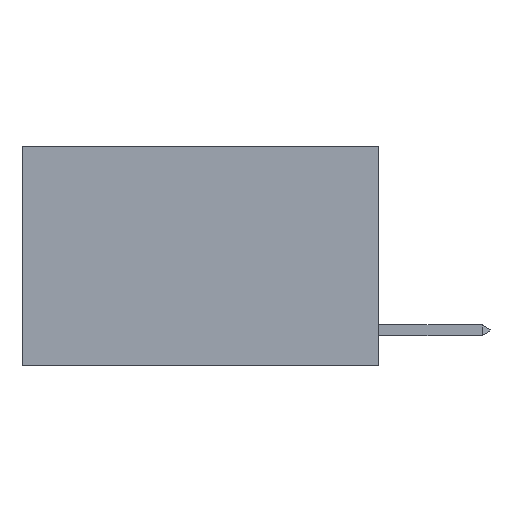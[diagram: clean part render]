
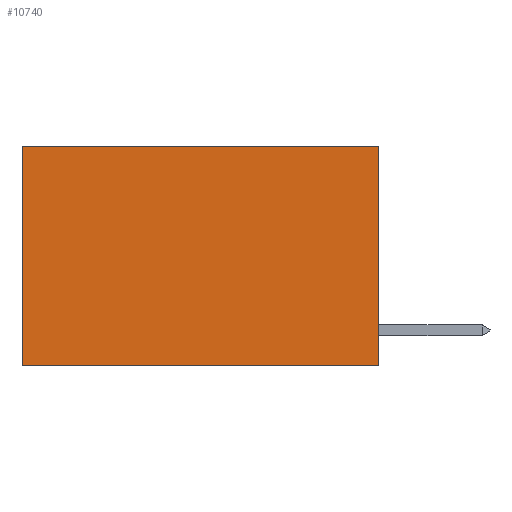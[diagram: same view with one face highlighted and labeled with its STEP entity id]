
A CAD part, left-side view. The second image highlights one B-rep face of the part: STEP entity #10740.
In plain terms, the highlighted planar face has unit normal (-1, 0, 0).
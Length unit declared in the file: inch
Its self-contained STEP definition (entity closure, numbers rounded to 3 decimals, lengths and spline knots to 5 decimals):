
#82 = ORIENTED_EDGE ( 'NONE', *, *, #4017, .T. ) ;
#1262 = VERTEX_POINT ( 'NONE', #6470 ) ;
#1565 = CARTESIAN_POINT ( 'NONE',  ( 0.2625, 0.6, 0. ) ) ;
#1789 = CARTESIAN_POINT ( 'NONE',  ( 0.2625, 0., -0.37 ) ) ;
#1863 = EDGE_CURVE ( 'NONE', #12458, #11362, #7007, .T. ) ;
#2106 = CARTESIAN_POINT ( 'NONE',  ( 0.2625, 0.6, 0. ) ) ;
#2770 = DIRECTION ( 'NONE',  ( 0., 0., -1. ) ) ;
#2775 = FACE_OUTER_BOUND ( 'NONE', #11313, .T. ) ;
#2825 = VECTOR ( 'NONE', #7020, 39.37008 ) ;
#3358 = VECTOR ( 'NONE', #2770, 39.37008 ) ;
#3554 = LINE ( 'NONE', #8952, #10915 ) ;
#4017 = EDGE_CURVE ( 'NONE', #1262, #11924, #3554, .T. ) ;
#4050 = ORIENTED_EDGE ( 'NONE', *, *, #12406, .F. ) ;
#4460 = DIRECTION ( 'NONE',  ( 1., 0., 0. ) ) ;
#4677 = DIRECTION ( 'NONE',  ( 0., 0., -1. ) ) ;
#4838 = AXIS2_PLACEMENT_3D ( 'NONE', #11728, #4460, #11629 ) ;
#6154 = ORIENTED_EDGE ( 'NONE', *, *, #10275, .T. ) ;
#6470 = CARTESIAN_POINT ( 'NONE',  ( 0.2625, 0., 0. ) ) ;
#6747 = CARTESIAN_POINT ( 'NONE',  ( 0.2625, 0., -0.37 ) ) ;
#6966 = VECTOR ( 'NONE', #4677, 39.37008 ) ;
#7007 = LINE ( 'NONE', #1789, #2825 ) ;
#7020 = DIRECTION ( 'NONE',  ( 0., 1., 0. ) ) ;
#7428 = DIRECTION ( 'NONE',  ( 0., 1., 0. ) ) ;
#7697 = PLANE ( 'NONE',  #4838 ) ;
#8094 = ORIENTED_EDGE ( 'NONE', *, *, #1863, .F. ) ;
#8952 = CARTESIAN_POINT ( 'NONE',  ( 0.2625, 0., 0. ) ) ;
#9993 = LINE ( 'NONE', #1565, #6966 ) ;
#10275 = EDGE_CURVE ( 'NONE', #11924, #11362, #9993, .T. ) ;
#10740 = ADVANCED_FACE ( 'NONE', ( #2775 ), #7697, .F. ) ;
#10915 = VECTOR ( 'NONE', #7428, 39.37008 ) ;
#10997 = CARTESIAN_POINT ( 'NONE',  ( 0.2625, 0., 0. ) ) ;
#11313 = EDGE_LOOP ( 'NONE', ( #6154, #8094, #4050, #82 ) ) ;
#11362 = VERTEX_POINT ( 'NONE', #11812 ) ;
#11517 = LINE ( 'NONE', #10997, #3358 ) ;
#11629 = DIRECTION ( 'NONE',  ( 0., 0., -1. ) ) ;
#11728 = CARTESIAN_POINT ( 'NONE',  ( 0.2625, 0., 0. ) ) ;
#11812 = CARTESIAN_POINT ( 'NONE',  ( 0.2625, 0.6, -0.37 ) ) ;
#11924 = VERTEX_POINT ( 'NONE', #2106 ) ;
#12406 = EDGE_CURVE ( 'NONE', #1262, #12458, #11517, .T. ) ;
#12458 = VERTEX_POINT ( 'NONE', #6747 ) ;
